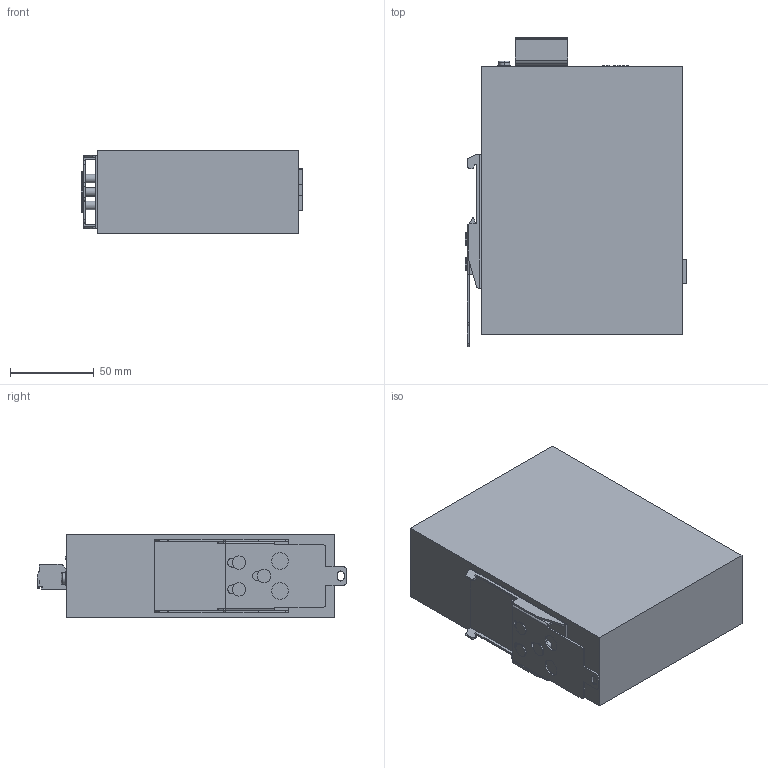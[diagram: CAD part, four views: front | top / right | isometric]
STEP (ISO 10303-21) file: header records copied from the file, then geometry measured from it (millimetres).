
FILE_DESCRIPTION (( 'STEP AP214' ), '1' );
FILE_NAME ('852-1813_000-001.STEP', '2025-02-10T19:14:00', ( '' ), ( '' ), 'SwSTEP 2.0', 'SolidWorks 2021', '' );
FILE_SCHEMA (( 'AUTOMOTIVE_DESIGN' ));
Length unit declared in the file: inch
Products named in the file (1): 852-1813_000-001
Bounding box: 132.4 x 184.85 x 50 mm (x, y, z)
Volume: 968916 mm3; surface area: 85169.7 mm2
Topology: 1 solids, 14 shells, 573 faces, 1437 edges, 956 vertices
Faces by surface type: plane 407, cylinder 151, bspline 15
Entity records: 17266 total; most frequent: CARTESIAN_POINT 3198, ORIENTED_EDGE 2874, DIRECTION 2869, EDGE_CURVE 1437, VECTOR 1119, LINE 1119, VERTEX_POINT 956, AXIS2_PLACEMENT_3D 875
